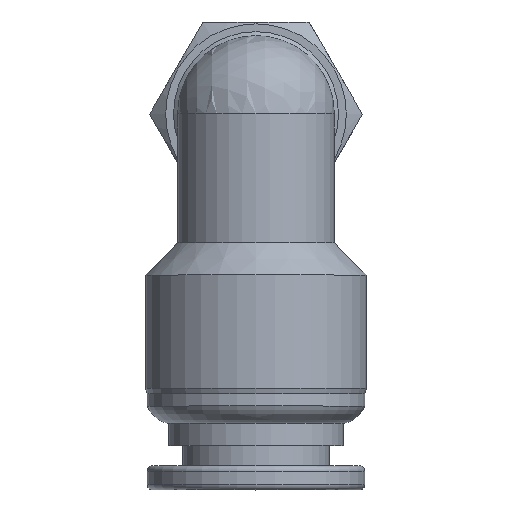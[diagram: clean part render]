
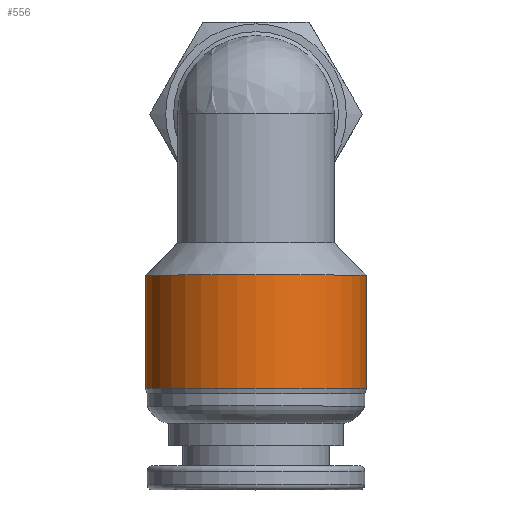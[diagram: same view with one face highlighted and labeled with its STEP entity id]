
A CAD part, top view. The second image highlights one B-rep face of the part: STEP entity #556.
In plain terms, the highlighted cylindrical face has radius 6 mm (diameter 12 mm), a full revolution.
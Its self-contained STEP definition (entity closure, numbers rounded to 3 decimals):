
#536=CYLINDRICAL_SURFACE('',#2146,6.);
#556=ADVANCED_FACE('',(#738,#739),#536,.T.);
#738=FACE_BOUND('',#837,.T.);
#739=FACE_BOUND('',#838,.T.);
#837=EDGE_LOOP('',(#1028));
#838=EDGE_LOOP('',(#1029));
#1028=ORIENTED_EDGE('',*,*,#1771,.T.);
#1029=ORIENTED_EDGE('',*,*,#1772,.T.);
#1576=VERTEX_POINT('',#2860);
#1577=VERTEX_POINT('',#2862);
#1771=EDGE_CURVE('',#1576,#1576,#2045,.T.);
#1772=EDGE_CURVE('',#1577,#1577,#2046,.T.);
#2045=CIRCLE('',#2144,6.);
#2046=CIRCLE('',#2145,6.);
#2144=AXIS2_PLACEMENT_3D('',#2859,#2366,#2367);
#2145=AXIS2_PLACEMENT_3D('',#2861,#2368,#2369);
#2146=AXIS2_PLACEMENT_3D('',#2863,#2370,#2371);
#2366=DIRECTION('',(0.,1.,0.));
#2367=DIRECTION('',(0.,0.,1.));
#2368=DIRECTION('',(0.,-1.,0.));
#2369=DIRECTION('',(0.,0.,-1.));
#2370=DIRECTION('',(0.,-1.,0.));
#2371=DIRECTION('',(0.,0.,-1.));
#2859=CARTESIAN_POINT('',(0.,-14.9,0.));
#2860=CARTESIAN_POINT('',(0.,-14.9,6.));
#2861=CARTESIAN_POINT('',(0.,-8.75,0.));
#2862=CARTESIAN_POINT('',(0.,-8.75,-6.));
#2863=CARTESIAN_POINT('',(0.,0.,0.));
